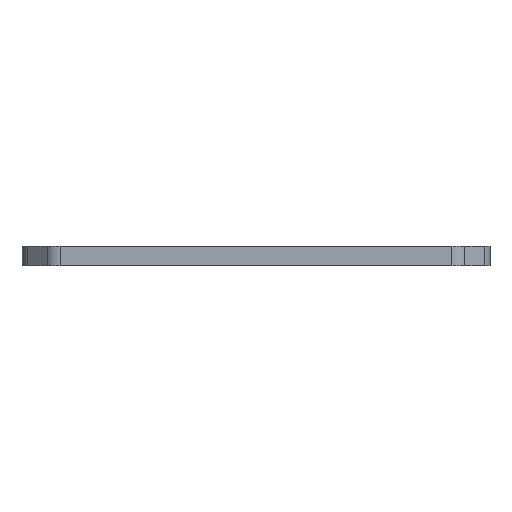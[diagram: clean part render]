
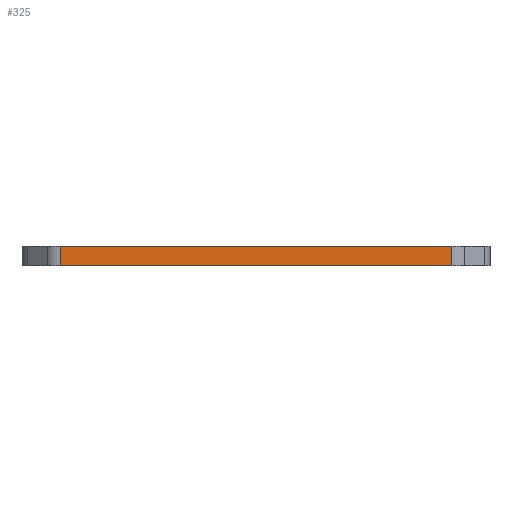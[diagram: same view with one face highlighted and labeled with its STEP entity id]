
A CAD part, front view. The second image highlights one B-rep face of the part: STEP entity #325.
In plain terms, the highlighted planar face has unit normal (0, -1, 0).
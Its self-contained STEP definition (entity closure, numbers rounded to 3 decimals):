
#9 = VECTOR ( 'NONE', #940, 1000. ) ;
#38 = EDGE_CURVE ( 'NONE', #536, #1413, #1532, .T. ) ;
#54 = AXIS2_PLACEMENT_3D ( 'NONE', #642, #1127, #285 ) ;
#58 = CARTESIAN_POINT ( 'NONE',  ( 38.1, 0., -3.175 ) ) ;
#69 = DIRECTION ( 'NONE',  ( 1., 0., 0. ) ) ;
#81 = EDGE_LOOP ( 'NONE', ( #1365, #1326, #987, #745 ) ) ;
#124 = VERTEX_POINT ( 'NONE', #703 ) ;
#171 = CARTESIAN_POINT ( 'NONE',  ( -31.857, 0., -3.175 ) ) ;
#176 = CARTESIAN_POINT ( 'NONE',  ( -31.857, 0., 0. ) ) ;
#285 = DIRECTION ( 'NONE',  ( 0., 0., -1. ) ) ;
#325 = ADVANCED_FACE ( 'NONE', ( #1376 ), #991, .T. ) ;
#465 = VERTEX_POINT ( 'NONE', #176 ) ;
#481 = EDGE_CURVE ( 'NONE', #465, #1413, #728, .T. ) ;
#533 = CARTESIAN_POINT ( 'NONE',  ( 31.857, 0., -3.175 ) ) ;
#536 = VERTEX_POINT ( 'NONE', #533 ) ;
#642 = CARTESIAN_POINT ( 'NONE',  ( 38.1, 0., -3.175 ) ) ;
#703 = CARTESIAN_POINT ( 'NONE',  ( -31.857, 0., -3.175 ) ) ;
#707 = VECTOR ( 'NONE', #69, 1000. ) ;
#728 = LINE ( 'NONE', #1133, #707 ) ;
#745 = ORIENTED_EDGE ( 'NONE', *, *, #1444, .T. ) ;
#898 = DIRECTION ( 'NONE',  ( 1., 0., 0. ) ) ;
#940 = DIRECTION ( 'NONE',  ( 0., 0., 1. ) ) ;
#987 = ORIENTED_EDGE ( 'NONE', *, *, #481, .F. ) ;
#991 = PLANE ( 'NONE',  #54 ) ;
#1007 = LINE ( 'NONE', #171, #1166 ) ;
#1020 = DIRECTION ( 'NONE',  ( 0., 0., -1. ) ) ;
#1050 = CARTESIAN_POINT ( 'NONE',  ( 31.857, 0., -3.175 ) ) ;
#1127 = DIRECTION ( 'NONE',  ( 0., -1., 0. ) ) ;
#1133 = CARTESIAN_POINT ( 'NONE',  ( 38.1, 0., 0. ) ) ;
#1166 = VECTOR ( 'NONE', #1020, 1000. ) ;
#1213 = LINE ( 'NONE', #58, #1348 ) ;
#1252 = CARTESIAN_POINT ( 'NONE',  ( 31.857, 0., 0. ) ) ;
#1326 = ORIENTED_EDGE ( 'NONE', *, *, #38, .T. ) ;
#1348 = VECTOR ( 'NONE', #898, 1000. ) ;
#1365 = ORIENTED_EDGE ( 'NONE', *, *, #1522, .T. ) ;
#1376 = FACE_OUTER_BOUND ( 'NONE', #81, .T. ) ;
#1413 = VERTEX_POINT ( 'NONE', #1252 ) ;
#1444 = EDGE_CURVE ( 'NONE', #465, #124, #1007, .T. ) ;
#1522 = EDGE_CURVE ( 'NONE', #124, #536, #1213, .T. ) ;
#1532 = LINE ( 'NONE', #1050, #9 ) ;
